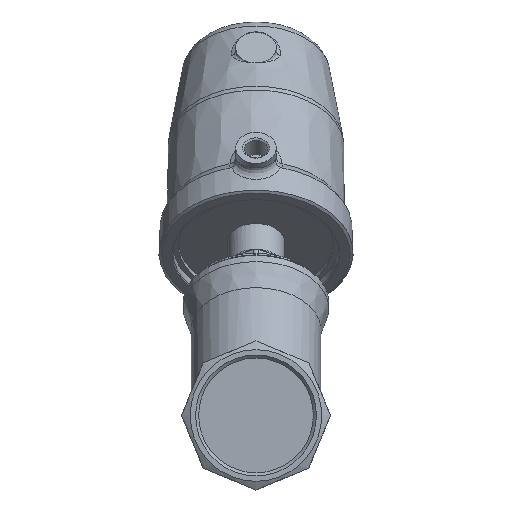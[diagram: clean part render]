
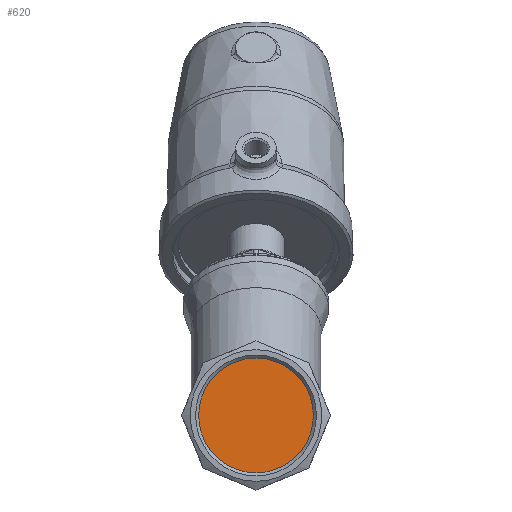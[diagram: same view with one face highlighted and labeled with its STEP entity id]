
A CAD part, left-side view. The second image highlights one B-rep face of the part: STEP entity #620.
In plain terms, the highlighted planar face has unit normal (-1, 0, 0).
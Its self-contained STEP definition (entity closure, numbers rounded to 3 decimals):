
#620 = ADVANCED_FACE( '', ( #1261 ), #1262, .F. );
#1261 = FACE_OUTER_BOUND( '', #8679, .T. );
#1262 = PLANE( '', #8680 );
#8679 = EDGE_LOOP( '', ( #11224 ) );
#8680 = AXIS2_PLACEMENT_3D( '', #11225, #11226, #11227 );
#11224 = ORIENTED_EDGE( '', *, *, #11932, .T. );
#11225 = CARTESIAN_POINT( '', ( -65., 0., 0. ) );
#11226 = DIRECTION( '', ( 1., 0., 0. ) );
#11227 = DIRECTION( '', ( 0., 1., 0. ) );
#11932 = EDGE_CURVE( '', #12806, #12806, #12807, .F. );
#12806 = VERTEX_POINT( '', #18115 );
#12807 = CIRCLE( '', #18116, 28.33 );
#18115 = CARTESIAN_POINT( '', ( -65., 0., -28.33 ) );
#18116 = AXIS2_PLACEMENT_3D( '', #19007, #19008, #19009 );
#19007 = CARTESIAN_POINT( '', ( -65., 0., 0. ) );
#19008 = DIRECTION( '', ( 1., 0., 0. ) );
#19009 = DIRECTION( '', ( 0., 0., -1. ) );
